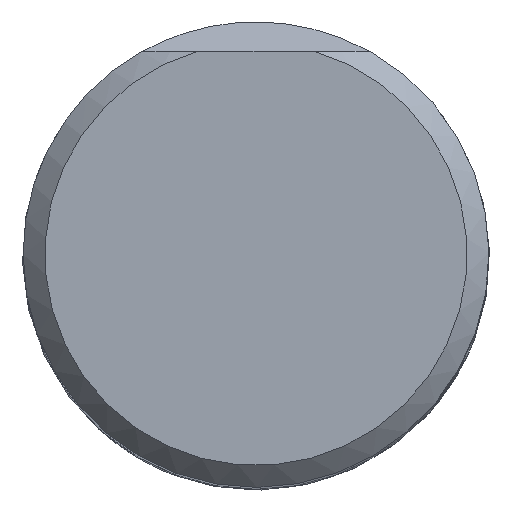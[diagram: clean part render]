
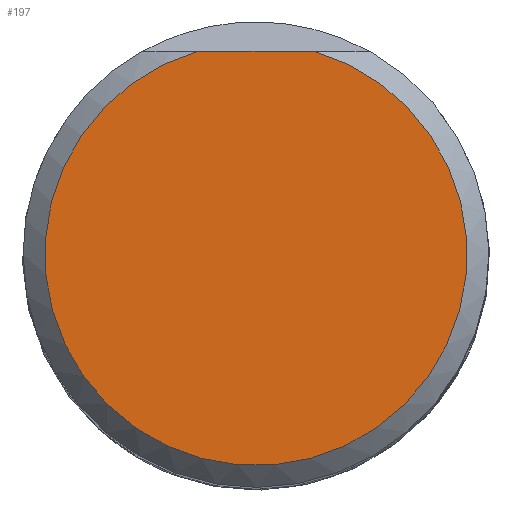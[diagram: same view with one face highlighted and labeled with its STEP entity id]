
A CAD part, top view. The second image highlights one B-rep face of the part: STEP entity #197.
In plain terms, the highlighted planar face has unit normal (0, 0, 1).
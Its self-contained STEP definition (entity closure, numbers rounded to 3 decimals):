
#104=LINE('',#767,#112);
#112=VECTOR('',#654,1.);
#197=ADVANCED_FACE('CU_SU3',(#216),#209,.F.);
#209=PLANE('',#548);
#216=FACE_OUTER_BOUND('',#260,.T.);
#260=EDGE_LOOP('',(#307,#308));
#307=ORIENTED_EDGE('',*,*,#387,.F.);
#308=ORIENTED_EDGE('',*,*,#388,.F.);
#357=VERTEX_POINT('',#768);
#358=VERTEX_POINT('',#769);
#387=EDGE_CURVE('',#357,#358,#104,.T.);
#388=EDGE_CURVE('',#358,#357,#421,.T.);
#421=CIRCLE('',#547,14.496);
#547=AXIS2_PLACEMENT_3D('',#770,#655,#656);
#548=AXIS2_PLACEMENT_3D('',#771,#657,#658);
#654=DIRECTION('',(1.,0.,0.));
#655=DIRECTION('',(0.,0.,-1.));
#656=DIRECTION('',(-1.,0.,0.));
#657=DIRECTION('',(0.,0.,-1.));
#658=DIRECTION('',(-1.,0.,0.));
#767=CARTESIAN_POINT('',(0.,13.935,0.));
#768=CARTESIAN_POINT('',(-3.994,13.935,0.));
#769=CARTESIAN_POINT('',(3.994,13.935,0.));
#770=CARTESIAN_POINT('',(0.,0.,0.));
#771=CARTESIAN_POINT('',(0.,0.,0.));
